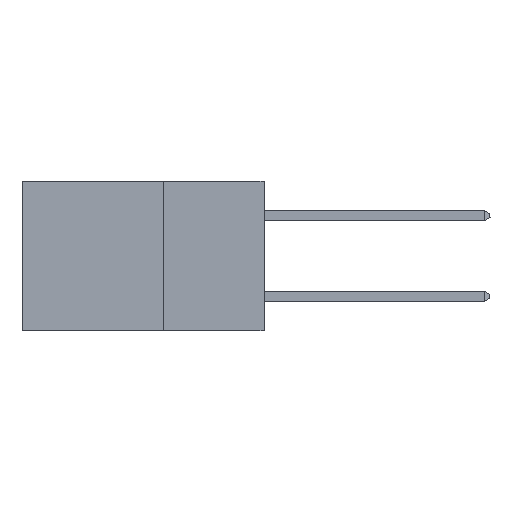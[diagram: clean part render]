
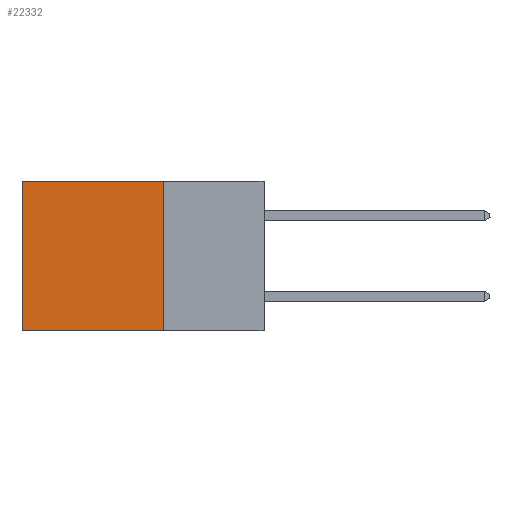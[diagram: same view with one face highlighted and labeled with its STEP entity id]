
A CAD part, left-side view. The second image highlights one B-rep face of the part: STEP entity #22332.
In plain terms, the highlighted planar face has unit normal (-1, 0, 0).
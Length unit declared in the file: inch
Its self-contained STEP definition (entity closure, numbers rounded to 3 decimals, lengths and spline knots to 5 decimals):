
#856 = EDGE_CURVE ( 'NONE', #8270, #15924, #22416, .T. ) ;
#1434 = CARTESIAN_POINT ( 'NONE',  ( 0.298, 0.25, -0.37 ) ) ;
#1729 = LINE ( 'NONE', #21625, #19608 ) ;
#2147 = EDGE_CURVE ( 'NONE', #13327, #8270, #1729, .T. ) ;
#2710 = VECTOR ( 'NONE', #13386, 39.37008 ) ;
#3381 = CARTESIAN_POINT ( 'NONE',  ( 0.298, 0.25, -0.37 ) ) ;
#3823 = VECTOR ( 'NONE', #22719, 39.37008 ) ;
#4738 = VERTEX_POINT ( 'NONE', #3381 ) ;
#6959 = DIRECTION ( 'NONE',  ( 0., 1., 0. ) ) ;
#8270 = VERTEX_POINT ( 'NONE', #20776 ) ;
#8279 = EDGE_CURVE ( 'NONE', #13327, #4738, #15723, .T. ) ;
#11541 = EDGE_CURVE ( 'NONE', #4738, #15924, #23487, .T. ) ;
#11808 = CARTESIAN_POINT ( 'NONE',  ( 0.298, 0.6, -0.37 ) ) ;
#11974 = DIRECTION ( 'NONE',  ( 0., 1., 0. ) ) ;
#13253 = ORIENTED_EDGE ( 'NONE', *, *, #856, .T. ) ;
#13327 = VERTEX_POINT ( 'NONE', #14122 ) ;
#13386 = DIRECTION ( 'NONE',  ( 0., 0., -1. ) ) ;
#14122 = CARTESIAN_POINT ( 'NONE',  ( 0.298, 0.25, 0. ) ) ;
#14475 = ORIENTED_EDGE ( 'NONE', *, *, #11541, .F. ) ;
#14524 = VECTOR ( 'NONE', #6959, 39.37008 ) ;
#15627 = PLANE ( 'NONE',  #18519 ) ;
#15723 = LINE ( 'NONE', #24298, #3823 ) ;
#15924 = VERTEX_POINT ( 'NONE', #11808 ) ;
#16097 = ORIENTED_EDGE ( 'NONE', *, *, #8279, .F. ) ;
#17640 = CARTESIAN_POINT ( 'NONE',  ( 0.298, 0.25, 0. ) ) ;
#18519 = AXIS2_PLACEMENT_3D ( 'NONE', #17640, #23497, #19550 ) ;
#18998 = ORIENTED_EDGE ( 'NONE', *, *, #2147, .T. ) ;
#19550 = DIRECTION ( 'NONE',  ( 0., 0., -1. ) ) ;
#19608 = VECTOR ( 'NONE', #11974, 39.37008 ) ;
#20508 = FACE_OUTER_BOUND ( 'NONE', #22070, .T. ) ;
#20776 = CARTESIAN_POINT ( 'NONE',  ( 0.298, 0.6, 0. ) ) ;
#21101 = CARTESIAN_POINT ( 'NONE',  ( 0.298, 0.6, 0. ) ) ;
#21625 = CARTESIAN_POINT ( 'NONE',  ( 0.298, 0.25, 0. ) ) ;
#22070 = EDGE_LOOP ( 'NONE', ( #13253, #14475, #16097, #18998 ) ) ;
#22332 = ADVANCED_FACE ( 'NONE', ( #20508 ), #15627, .F. ) ;
#22416 = LINE ( 'NONE', #21101, #2710 ) ;
#22719 = DIRECTION ( 'NONE',  ( 0., 0., -1. ) ) ;
#23487 = LINE ( 'NONE', #1434, #14524 ) ;
#23497 = DIRECTION ( 'NONE',  ( 1., 0., 0. ) ) ;
#24298 = CARTESIAN_POINT ( 'NONE',  ( 0.298, 0.25, 0. ) ) ;
